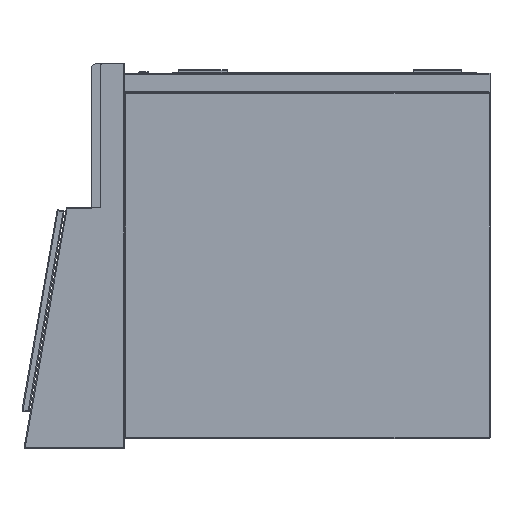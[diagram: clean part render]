
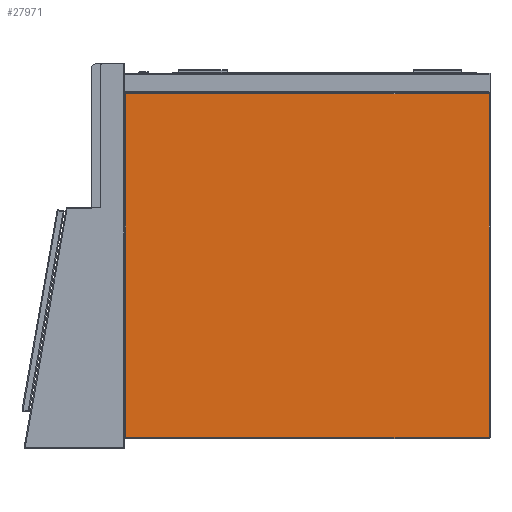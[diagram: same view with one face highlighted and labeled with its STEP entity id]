
A CAD part, left-side view. The second image highlights one B-rep face of the part: STEP entity #27971.
In plain terms, the highlighted planar face has unit normal (-1, 0, 0).
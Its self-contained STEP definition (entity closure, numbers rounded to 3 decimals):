
#656 = EDGE_CURVE ( 'NONE', #25166, #37969, #22441, .T. ) ;
#4422 = VECTOR ( 'NONE', #17989, 1000. ) ;
#5670 = DIRECTION ( 'NONE',  ( -1., 0., 0. ) ) ;
#5884 = CARTESIAN_POINT ( 'NONE',  ( -440., -380., -760. ) ) ;
#6230 = CARTESIAN_POINT ( 'NONE',  ( -440., 378., -760. ) ) ;
#6297 = EDGE_CURVE ( 'NONE', #37969, #21224, #27321, .T. ) ;
#6641 = ORIENTED_EDGE ( 'NONE', *, *, #656, .T. ) ;
#7783 = LINE ( 'NONE', #16768, #13739 ) ;
#9262 = EDGE_LOOP ( 'NONE', ( #6641, #32356, #35652, #36878 ) ) ;
#10448 = DIRECTION ( 'NONE',  ( 0., 0., 1. ) ) ;
#11162 = DIRECTION ( 'NONE',  ( 0., -1., 0. ) ) ;
#12056 = DIRECTION ( 'NONE',  ( 0., 0., 1. ) ) ;
#12061 = CARTESIAN_POINT ( 'NONE',  ( -440., -378., -758. ) ) ;
#13739 = VECTOR ( 'NONE', #11162, 1000. ) ;
#16638 = CARTESIAN_POINT ( 'NONE',  ( -440., -378., -760. ) ) ;
#16768 = CARTESIAN_POINT ( 'NONE',  ( -440., -380., -758. ) ) ;
#17989 = DIRECTION ( 'NONE',  ( 0., 1., 0. ) ) ;
#18104 = AXIS2_PLACEMENT_3D ( 'NONE', #5884, #5670, #12056 ) ;
#18375 = CARTESIAN_POINT ( 'NONE',  ( -440., 380., -42. ) ) ;
#20860 = FACE_OUTER_BOUND ( 'NONE', #9262, .T. ) ;
#21224 = VERTEX_POINT ( 'NONE', #22162 ) ;
#21295 = EDGE_CURVE ( 'NONE', #22063, #25166, #7783, .T. ) ;
#21917 = CARTESIAN_POINT ( 'NONE',  ( -440., -378., -42. ) ) ;
#22063 = VERTEX_POINT ( 'NONE', #32005 ) ;
#22162 = CARTESIAN_POINT ( 'NONE',  ( -440., 378., -42. ) ) ;
#22441 = LINE ( 'NONE', #16638, #25171 ) ;
#25166 = VERTEX_POINT ( 'NONE', #12061 ) ;
#25171 = VECTOR ( 'NONE', #10448, 1000. ) ;
#25467 = EDGE_CURVE ( 'NONE', #21224, #22063, #33750, .T. ) ;
#25546 = VECTOR ( 'NONE', #26985, 1000. ) ;
#26985 = DIRECTION ( 'NONE',  ( 0., 0., -1. ) ) ;
#27321 = LINE ( 'NONE', #18375, #4422 ) ;
#27971 = ADVANCED_FACE ( 'Fl�che7', ( #20860 ), #39390, .T. ) ;
#32005 = CARTESIAN_POINT ( 'NONE',  ( -440., 378., -758. ) ) ;
#32356 = ORIENTED_EDGE ( 'NONE', *, *, #6297, .T. ) ;
#33750 = LINE ( 'NONE', #6230, #25546 ) ;
#35652 = ORIENTED_EDGE ( 'NONE', *, *, #25467, .T. ) ;
#36878 = ORIENTED_EDGE ( 'NONE', *, *, #21295, .T. ) ;
#37969 = VERTEX_POINT ( 'NONE', #21917 ) ;
#39390 = PLANE ( 'NONE',  #18104 ) ;
